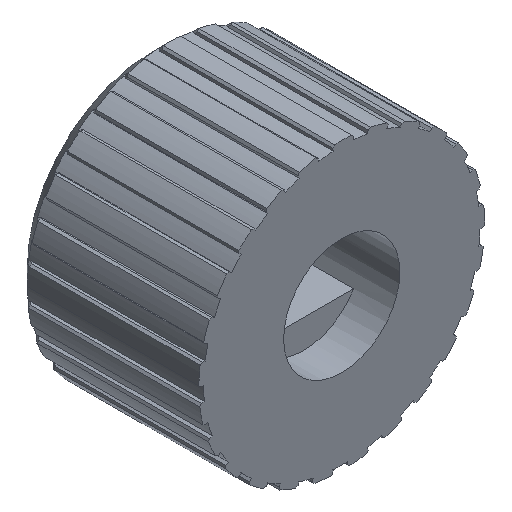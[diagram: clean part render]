
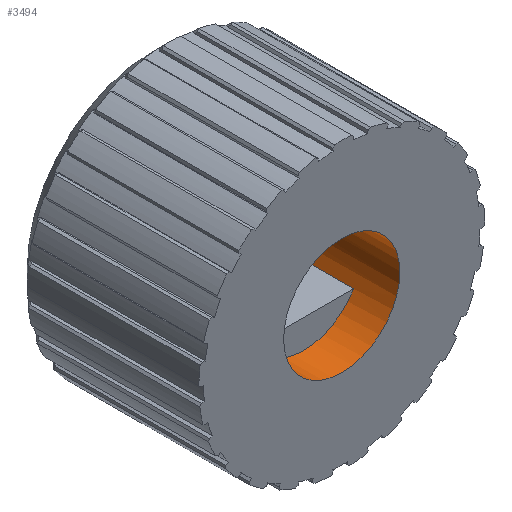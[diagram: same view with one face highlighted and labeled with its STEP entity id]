
A CAD part, isometric view. The second image highlights one B-rep face of the part: STEP entity #3494.
In plain terms, the highlighted cylindrical face has radius 3.05 mm (diameter 6.1 mm), a full revolution.
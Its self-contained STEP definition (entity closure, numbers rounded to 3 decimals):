
#372=FACE_OUTER_BOUND('',#578,.T.);
#578=EDGE_LOOP('',(#2321,#2322,#2323,#2324,#2325,#2326,#2327));
#786=LINE('',#4767,#1042);
#787=LINE('',#4770,#1043);
#788=LINE('',#4773,#1044);
#1042=VECTOR('',#3987,3.05);
#1043=VECTOR('',#3990,10.);
#1044=VECTOR('',#3993,10.);
#1298=CIRCLE('',#3721,3.05);
#1299=CIRCLE('',#3722,3.05);
#1300=CIRCLE('',#3723,3.05);
#1403=VERTEX_POINT('',#4763);
#1404=VERTEX_POINT('',#4764);
#1405=VERTEX_POINT('',#4766);
#1406=VERTEX_POINT('',#4769);
#1407=VERTEX_POINT('',#4771);
#1760=EDGE_CURVE('',#1403,#1404,#1298,.T.);
#1761=EDGE_CURVE('',#1404,#1405,#786,.T.);
#1762=EDGE_CURVE('',#1405,#1405,#1299,.T.);
#1763=EDGE_CURVE('',#1404,#1406,#787,.T.);
#1764=EDGE_CURVE('',#1407,#1406,#1300,.T.);
#1765=EDGE_CURVE('',#1403,#1407,#788,.T.);
#2321=ORIENTED_EDGE('',*,*,#1760,.T.);
#2322=ORIENTED_EDGE('',*,*,#1761,.T.);
#2323=ORIENTED_EDGE('',*,*,#1762,.F.);
#2324=ORIENTED_EDGE('',*,*,#1761,.F.);
#2325=ORIENTED_EDGE('',*,*,#1763,.T.);
#2326=ORIENTED_EDGE('',*,*,#1764,.F.);
#2327=ORIENTED_EDGE('',*,*,#1765,.F.);
#3443=CYLINDRICAL_SURFACE('',#3720,3.05);
#3494=ADVANCED_FACE('',(#372),#3443,.F.);
#3720=AXIS2_PLACEMENT_3D('',#4762,#3983,#3984);
#3721=AXIS2_PLACEMENT_3D('',#4765,#3985,#3986);
#3722=AXIS2_PLACEMENT_3D('',#4768,#3988,#3989);
#3723=AXIS2_PLACEMENT_3D('',#4772,#3991,#3992);
#3983=DIRECTION('center_axis',(0.,1.,0.));
#3984=DIRECTION('ref_axis',(0.861,0.,0.508));
#3985=DIRECTION('center_axis',(0.,1.,0.));
#3986=DIRECTION('ref_axis',(1.,0.,0.));
#3987=DIRECTION('',(0.,-1.,0.));
#3988=DIRECTION('center_axis',(0.,1.,0.));
#3989=DIRECTION('ref_axis',(1.,0.,0.));
#3990=DIRECTION('',(0.,1.,0.));
#3991=DIRECTION('center_axis',(0.,-1.,0.));
#3992=DIRECTION('ref_axis',(0.861,0.,-0.508));
#3993=DIRECTION('',(0.,1.,0.));
#4762=CARTESIAN_POINT('Origin',(0.,0.,0.));
#4763=CARTESIAN_POINT('',(2.627,2.,-1.55));
#4764=CARTESIAN_POINT('',(-2.627,2.,-1.55));
#4765=CARTESIAN_POINT('Origin',(0.,2.,0.));
#4766=CARTESIAN_POINT('',(-2.627,0.,-1.55));
#4767=CARTESIAN_POINT('',(-2.627,0.,-1.55));
#4768=CARTESIAN_POINT('Origin',(0.,0.,0.));
#4769=CARTESIAN_POINT('',(-2.627,10.,-1.55));
#4770=CARTESIAN_POINT('',(-2.627,2.,-1.55));
#4771=CARTESIAN_POINT('',(2.627,10.,-1.55));
#4772=CARTESIAN_POINT('Origin',(0.,10.,0.));
#4773=CARTESIAN_POINT('',(2.627,0.,-1.55));
